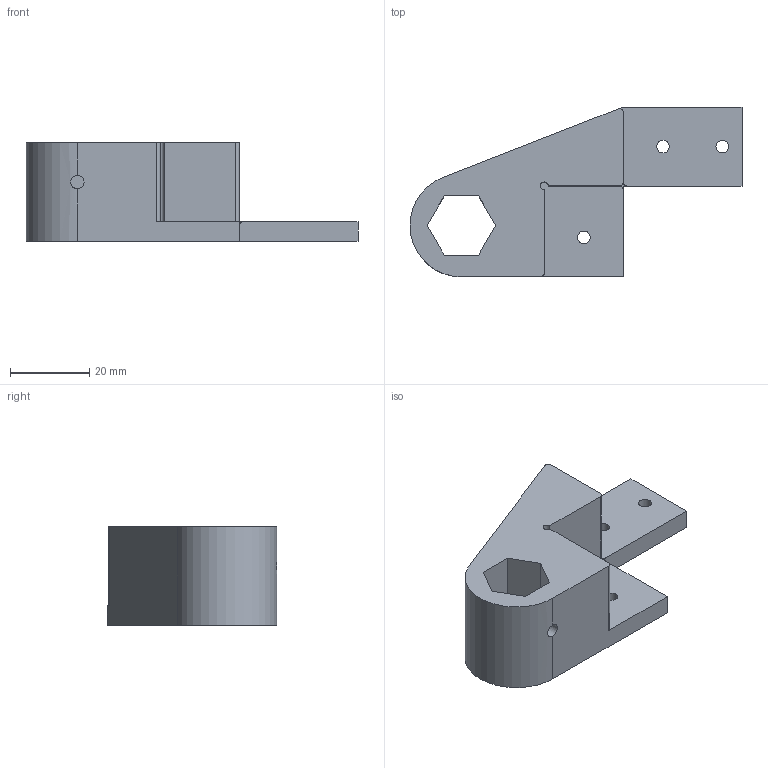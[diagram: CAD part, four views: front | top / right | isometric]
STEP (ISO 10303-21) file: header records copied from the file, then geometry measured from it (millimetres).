
FILE_DESCRIPTION(('FreeCAD Model'),'2;1');
FILE_NAME('Open CASCADE Shape Model','2025-07-31T23:11:18',(''),(''), 'Open CASCADE STEP processor 7.9','FreeCAD','Unknown');
FILE_SCHEMA(('AUTOMOTIVE_DESIGN { 1 0 10303 214 1 1 1 1 }'));
Length unit declared in the file: millimetre
Products named in the file (1): BedCornerRearLeft
Bounding box: 84 x 43 x 25 mm (x, y, z)
Volume: 31033.1 mm3; surface area: 10286 mm2
Topology: 1 solids, 1 shells, 75 faces, 214 edges, 141 vertices
Faces by surface type: plane 62, cylinder 12, bspline 1
Full cylindrical faces by diameter (mm): 3.2 x3, 3.4 x1, 6.1 x3
Entity records: 2619 total; most frequent: CARTESIAN_POINT 588, ORIENTED_EDGE 428, DIRECTION 410, EDGE_CURVE 214, LINE 148, VECTOR 148, VERTEX_POINT 141, AXIS2_PLACEMENT_3D 131
